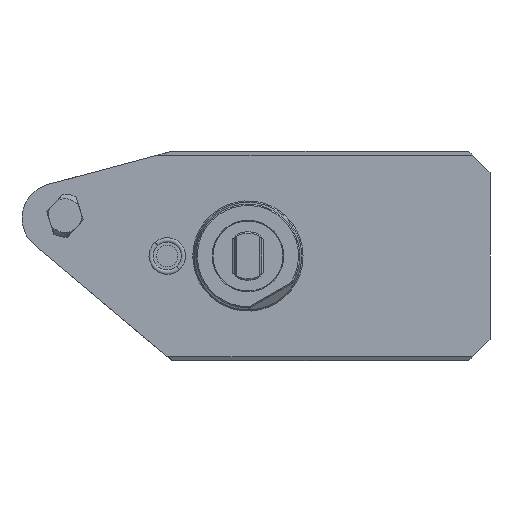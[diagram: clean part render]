
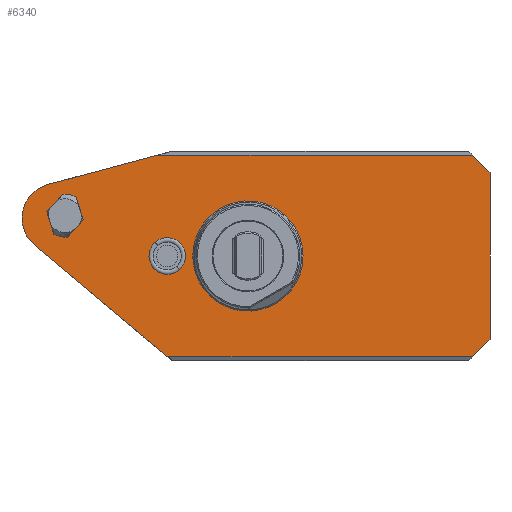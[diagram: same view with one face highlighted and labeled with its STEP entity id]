
A CAD part, front view. The second image highlights one B-rep face of the part: STEP entity #6340.
In plain terms, the highlighted planar face has unit normal (0, -1, 0).
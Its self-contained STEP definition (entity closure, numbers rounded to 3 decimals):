
#66=DIRECTION('',(-1.,0.,0.));
#67=VECTOR('',#66,116.974);
#68=CARTESIAN_POINT('',(83.474,0.,37.526));
#69=LINE('',#68,#67);
#148=DIRECTION('',(1.,0.,0.));
#149=VECTOR('',#148,113.23);
#150=CARTESIAN_POINT('',(-29.756,0.,-37.526));
#151=LINE('',#150,#149);
#172=DIRECTION('',(-0.707,0.,0.707));
#173=VECTOR('',#172,9.23);
#174=CARTESIAN_POINT('',(90.,0.,31.));
#175=LINE('',#174,#173);
#176=DIRECTION('',(0.,0.,1.));
#177=VECTOR('',#176,62.);
#178=CARTESIAN_POINT('',(90.,0.,-31.));
#179=LINE('',#178,#177);
#180=DIRECTION('',(0.707,0.,0.707));
#181=VECTOR('',#180,9.23);
#182=CARTESIAN_POINT('',(83.474,0.,
-37.526));
#183=LINE('',#182,#181);
#184=DIRECTION('',(0.766,0.,-0.643));
#185=VECTOR('',#184,64.76);
#186=CARTESIAN_POINT('',(-79.366,0.,4.101));
#187=LINE('',#186,#185);
#188=CARTESIAN_POINT('',(-71.026,0.,
14.039));
#189=DIRECTION('',(0.,-1.,0.));
#190=DIRECTION('',(-0.259,0.,0.966));
#191=AXIS2_PLACEMENT_3D('',#188,#189,#190);
#193=DIRECTION('',(-0.966,0.,-0.259));
#194=VECTOR('',#193,42.326);
#195=CARTESIAN_POINT('',(-33.5,0.,37.526));
#196=LINE('',#195,#194);
#197=CARTESIAN_POINT('',(-30.,0.,0.));
#198=DIRECTION('',(0.,-1.,0.));
#199=DIRECTION('',(0.674,0.,-0.738));
#200=AXIS2_PLACEMENT_3D('',#197,#198,#199);
#202=CARTESIAN_POINT('',(-30.,0.,0.));
#203=DIRECTION('',(0.,-1.,0.));
#204=DIRECTION('',(-0.674,0.,0.738));
#205=AXIS2_PLACEMENT_3D('',#202,#203,#204);
#215=CARTESIAN_POINT('',(-68.,0.,15.));
#216=DIRECTION('',(0.,-1.,0.));
#217=DIRECTION('',(0.515,0.,0.857));
#218=AXIS2_PLACEMENT_3D('',#215,#216,#217);
#228=DIRECTION('',(0.302,0.,-0.953));
#229=VECTOR('',#228,8.756);
#230=CARTESIAN_POINT('',(-63.876,0.,21.855));
#231=LINE('',#230,#229);
#232=DIRECTION('',(-0.675,0.,-0.738));
#233=VECTOR('',#232,8.756);
#234=CARTESIAN_POINT('',(-61.234,0.,13.508));
#235=LINE('',#234,#233);
#240=CARTESIAN_POINT('',(-68.,0.,15.));
#241=DIRECTION('',(0.,-1.,0.));
#242=DIRECTION('',(-0.515,0.,-0.857));
#243=AXIS2_PLACEMENT_3D('',#240,#241,#242);
#253=DIRECTION('',(-0.302,0.,0.953));
#254=VECTOR('',#253,8.756);
#255=CARTESIAN_POINT('',(-72.124,0.,8.145));
#256=LINE('',#255,#254);
#257=DIRECTION('',(0.675,0.,0.738));
#258=VECTOR('',#257,8.756);
#259=CARTESIAN_POINT('',(-74.766,0.,16.492));
#260=LINE('',#259,#258);
#423=CARTESIAN_POINT('',(0.,0.,0.));
#424=DIRECTION('',(0.,1.,0.));
#425=DIRECTION('',(1.,0.,0.));
#426=AXIS2_PLACEMENT_3D('',#423,#424,#425);
#428=CARTESIAN_POINT('',(0.,0.,0.));
#429=DIRECTION('',(0.,1.,0.));
#430=DIRECTION('',(-1.,0.,0.));
#431=AXIS2_PLACEMENT_3D('',#428,#429,#430);
#5862=CARTESIAN_POINT('',(-25.414,0.,-5.021));
#5863=CARTESIAN_POINT('',(-34.586,0.,5.021));
#5864=VERTEX_POINT('',#5862);
#5865=VERTEX_POINT('',#5863);
#5894=CARTESIAN_POINT('',(-74.384,0.,
26.571));
#5895=CARTESIAN_POINT('',(-79.366,0.,
4.101));
#5896=VERTEX_POINT('',#5894);
#5897=VERTEX_POINT('',#5895);
#5898=CARTESIAN_POINT('',(90.,0.,-31.));
#5899=CARTESIAN_POINT('',(90.,0.,31.));
#5900=VERTEX_POINT('',#5898);
#5901=VERTEX_POINT('',#5899);
#5906=CARTESIAN_POINT('',(-33.5,0.,37.526));
#5907=VERTEX_POINT('',#5906);
#5908=CARTESIAN_POINT('',(-29.756,0.,-37.526));
#5909=VERTEX_POINT('',#5908);
#5910=CARTESIAN_POINT('',(83.474,0.,
-37.526));
#5911=VERTEX_POINT('',#5910);
#5912=CARTESIAN_POINT('',(83.474,0.,37.526));
#5913=VERTEX_POINT('',#5912);
#5922=CARTESIAN_POINT('',(19.853,0.,0.));
#5923=CARTESIAN_POINT('',(-19.853,0.,0.));
#5924=VERTEX_POINT('',#5922);
#5925=VERTEX_POINT('',#5923);
#5930=CARTESIAN_POINT('',(-63.876,0.,21.855));
#5931=CARTESIAN_POINT('',(-68.857,0.,22.954));
#5932=VERTEX_POINT('',#5930);
#5933=VERTEX_POINT('',#5931);
#5934=CARTESIAN_POINT('',(-72.124,0.,8.145));
#5935=CARTESIAN_POINT('',(-67.143,0.,7.046));
#5936=VERTEX_POINT('',#5934);
#5937=VERTEX_POINT('',#5935);
#5938=CARTESIAN_POINT('',(-74.766,0.,16.492));
#5939=VERTEX_POINT('',#5938);
#5940=CARTESIAN_POINT('',(-61.234,0.,13.508));
#5941=VERTEX_POINT('',#5940);
#6297=CARTESIAN_POINT('',(0.,0.,0.));
#6298=DIRECTION('',(0.,-1.,0.));
#6299=DIRECTION('',(-1.,0.,0.));
#6300=AXIS2_PLACEMENT_3D('',#6297,#6298,#6299);
#6301=PLANE('',#6300);
#6302=ORIENTED_EDGE('',*,*,#6139,.F.);
#6304=ORIENTED_EDGE('',*,*,#6303,.F.);
#6306=ORIENTED_EDGE('',*,*,#6305,.F.);
#6307=ORIENTED_EDGE('',*,*,#6241,.F.);
#6308=ORIENTED_EDGE('',*,*,#6257,.F.);
#6309=ORIENTED_EDGE('',*,*,#6271,.F.);
#6310=ORIENTED_EDGE('',*,*,#6290,.F.);
#6311=ORIENTED_EDGE('',*,*,#6118,.F.);
#6312=EDGE_LOOP('',(#6302,#6304,#6306,#6307,#6308,#6309,#6310,#6311));
#6313=FACE_OUTER_BOUND('',#6312,.F.);
#6315=ORIENTED_EDGE('',*,*,#6314,.T.);
#6317=ORIENTED_EDGE('',*,*,#6316,.F.);
#6319=ORIENTED_EDGE('',*,*,#6318,.F.);
#6321=ORIENTED_EDGE('',*,*,#6320,.T.);
#6323=ORIENTED_EDGE('',*,*,#6322,.F.);
#6325=ORIENTED_EDGE('',*,*,#6324,.F.);
#6326=EDGE_LOOP('',(#6315,#6317,#6319,#6321,#6323,#6325));
#6327=FACE_BOUND('',#6326,.F.);
#6329=ORIENTED_EDGE('',*,*,#6328,.F.);
#6331=ORIENTED_EDGE('',*,*,#6330,.F.);
#6332=EDGE_LOOP('',(#6329,#6331));
#6333=FACE_BOUND('',#6332,.F.);
#6335=ORIENTED_EDGE('',*,*,#6334,.T.);
#6337=ORIENTED_EDGE('',*,*,#6336,.T.);
#6338=EDGE_LOOP('',(#6335,#6337));
#6339=FACE_BOUND('',#6338,.F.);
#192=CIRCLE('',#191,12.974);
#201=CIRCLE('',#200,6.8);
#206=CIRCLE('',#205,6.8);
#219=CIRCLE('',#218,8.);
#244=CIRCLE('',#243,8.);
#427=CIRCLE('',#426,19.853);
#432=CIRCLE('',#431,19.853);
#6118=EDGE_CURVE('',#5907,#5896,#196,.T.);
#6139=EDGE_CURVE('',#5913,#5907,#69,.T.);
#6241=EDGE_CURVE('',#5911,#5900,#183,.T.);
#6257=EDGE_CURVE('',#5909,#5911,#151,.T.);
#6271=EDGE_CURVE('',#5897,#5909,#187,.T.);
#6290=EDGE_CURVE('',#5896,#5897,#192,.T.);
#6303=EDGE_CURVE('',#5901,#5913,#175,.T.);
#6305=EDGE_CURVE('',#5900,#5901,#179,.T.);
#6314=EDGE_CURVE('',#5932,#5933,#219,.T.);
#6316=EDGE_CURVE('',#5939,#5933,#260,.T.);
#6318=EDGE_CURVE('',#5936,#5939,#256,.T.);
#6320=EDGE_CURVE('',#5936,#5937,#244,.T.);
#6322=EDGE_CURVE('',#5941,#5937,#235,.T.);
#6324=EDGE_CURVE('',#5932,#5941,#231,.T.);
#6328=EDGE_CURVE('',#5924,#5925,#427,.T.);
#6330=EDGE_CURVE('',#5925,#5924,#432,.T.);
#6334=EDGE_CURVE('',#5864,#5865,#201,.T.);
#6336=EDGE_CURVE('',#5865,#5864,#206,.T.);
#6340=ADVANCED_FACE('',(#6313,#6327,#6333,#6339),#6301,.T.);
